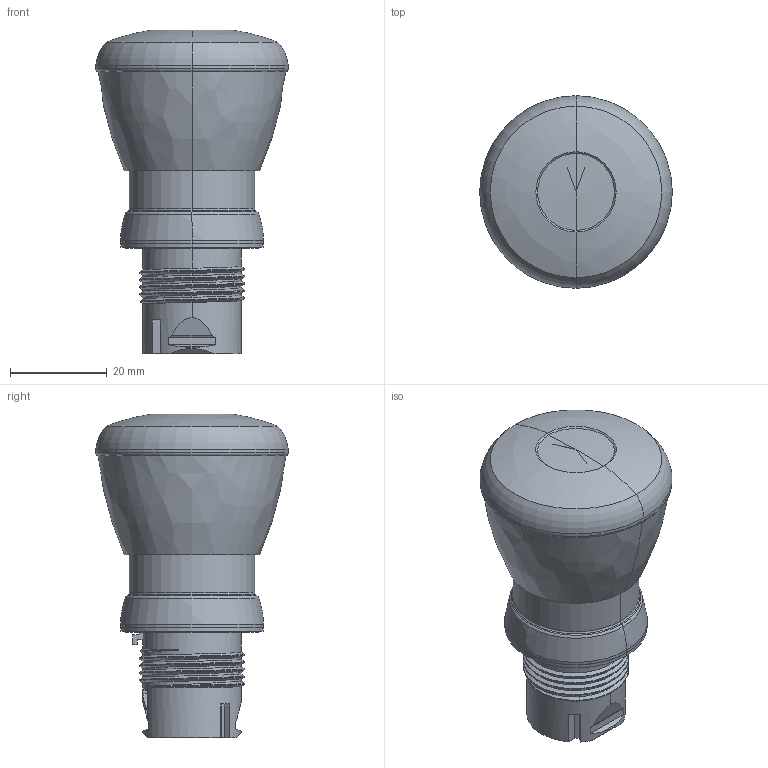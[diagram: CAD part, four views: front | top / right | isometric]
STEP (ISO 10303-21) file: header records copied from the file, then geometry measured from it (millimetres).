
FILE_DESCRIPTION((''),'2;1');
FILE_NAME('800F_MP4','2009-03-09T',('abschul1'),('Rockwell Automation'),'PRO/ENGINEER BY PARAMETRIC TECHNOLOGY CORPORATION, 2004320','PRO/ENGINEER BY PARAMETRIC TECHNOLOGY CORPORATION, 2004320','');
FILE_SCHEMA(('CONFIG_CONTROL_DESIGN'));
Length unit declared in the file: millimetre
Products named in the file (1): 800F_MP4
Bounding box: 39.85 x 39.85 x 66.95 mm (x, y, z)
Volume: 32941.4 mm3; surface area: 11049.6 mm2
Topology: 1 solids, 1 shells, 102 faces, 258 edges, 161 vertices
Faces by surface type: plane 45, cylinder 21, bspline 16, torus 10, cone 10
Entity records: 5061 total; most frequent: CARTESIAN_POINT 2681, ORIENTED_EDGE 512, DIRECTION 450, EDGE_CURVE 256, AXIS2_PLACEMENT_3D 163, VERTEX_POINT 161, VECTOR 124, LINE 124
